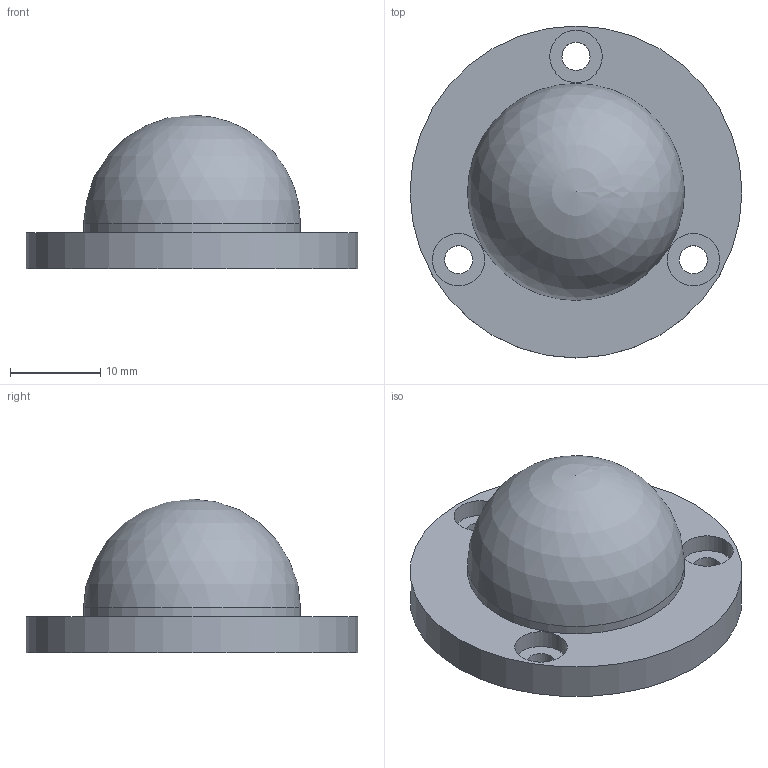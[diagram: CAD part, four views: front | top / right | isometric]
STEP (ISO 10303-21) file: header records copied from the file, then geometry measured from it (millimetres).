
FILE_DESCRIPTION(('FreeCAD Model'),'2;1');
FILE_NAME( 'TiltBearingScrewCover.step' ,'2020-11-11T06:27:04',('Author'),(''), 'Open CASCADE STEP processor 7.3','FreeCAD','Unknown');
FILE_SCHEMA(('AUTOMOTIVE_DESIGN { 1 0 10303 214 1 1 1 1 }'));
Length unit declared in the file: millimetre
Products named in the file (1): TiltBearingScrewCover
Bounding box: 36.72 x 36.72 x 17 mm (x, y, z)
Volume: 3415.4 mm3; surface area: 3955.4 mm2
Topology: 1 solids, 1 shells, 17 faces, 32 edges, 21 vertices
Faces by surface type: cylinder 9, plane 6, sphere 2
Full cylindrical faces by diameter (mm): 3.1 x3, 5.8 x3, 22 x1, 24 x1, 36.72 x1
Entity records: 853 total; most frequent: DIRECTION 147, CARTESIAN_POINT 129, ORIENTED_EDGE 60, PCURVE 60, DEFINITIONAL_REPRESENTATION 60, LINE 51, VECTOR 51, AXIS2_PLACEMENT_3D 39
